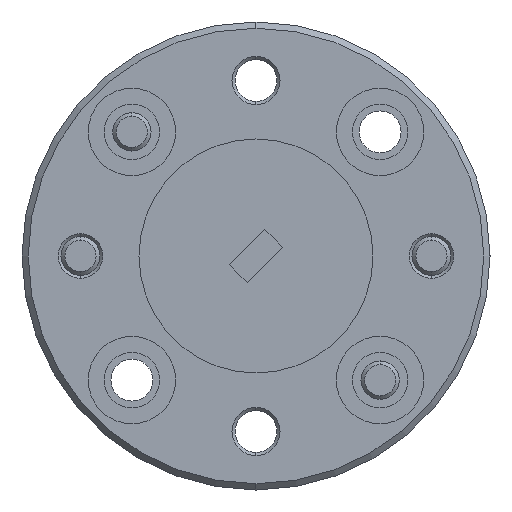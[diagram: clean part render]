
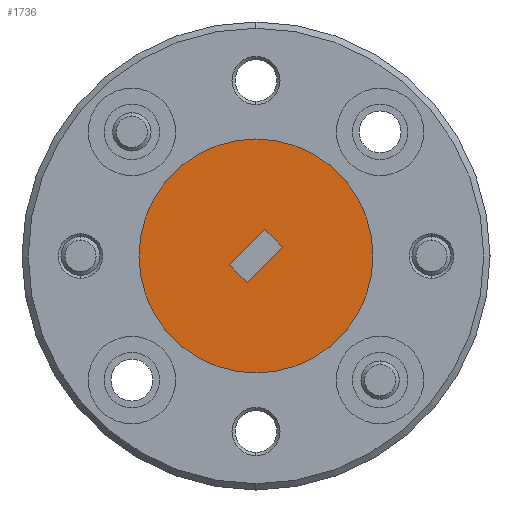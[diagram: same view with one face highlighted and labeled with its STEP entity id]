
A CAD part, left-side view. The second image highlights one B-rep face of the part: STEP entity #1736.
In plain terms, the highlighted planar face has unit normal (-1, 0, 0).
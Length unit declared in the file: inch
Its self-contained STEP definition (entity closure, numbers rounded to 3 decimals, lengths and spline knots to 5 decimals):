
#39 = CIRCLE ( 'NONE', #2762, 0.1875 ) ;
#380 = EDGE_LOOP ( 'NONE', ( #1847, #4909 ) ) ;
#423 = CARTESIAN_POINT ( 'NONE',  ( -1.41109, 0.77862, -0.18013 ) ) ;
#452 = VECTOR ( 'NONE', #4034, 39.37008 ) ;
#485 = DIRECTION ( 'NONE',  ( 0., 0., 1. ) ) ;
#486 = EDGE_CURVE ( 'NONE', #1577, #1158, #4731, .T. ) ;
#619 = LINE ( 'NONE', #1402, #452 ) ;
#635 = CARTESIAN_POINT ( 'NONE',  ( -1.41109, 0.76448, -0.1377 ) ) ;
#661 = LINE ( 'NONE', #4019, #2958 ) ;
#896 = CARTESIAN_POINT ( 'NONE',  ( -1.41109, 0.76448, -0.1377 ) ) ;
#1121 = EDGE_CURVE ( 'NONE', #1158, #6384, #661, .T. ) ;
#1155 = VERTEX_POINT ( 'NONE', #4518 ) ;
#1158 = VERTEX_POINT ( 'NONE', #896 ) ;
#1388 = EDGE_CURVE ( 'NONE', #2000, #1577, #4829, .T. ) ;
#1402 = CARTESIAN_POINT ( 'NONE',  ( -1.41109, 0.82104, -0.19427 ) ) ;
#1577 = VERTEX_POINT ( 'NONE', #2944 ) ;
#1736 = ADVANCED_FACE ( 'NONE', ( #3376, #6498 ), #3555, .F. ) ;
#1770 = CARTESIAN_POINT ( 'NONE',  ( -1.41109, 0.77862, -0.36763 ) ) ;
#1771 = ORIENTED_EDGE ( 'NONE', *, *, #1388, .F. ) ;
#1847 = ORIENTED_EDGE ( 'NONE', *, *, #3872, .T. ) ;
#1974 = VECTOR ( 'NONE', #2242, 39.37008 ) ;
#2000 = VERTEX_POINT ( 'NONE', #2109 ) ;
#2025 = ORIENTED_EDGE ( 'NONE', *, *, #486, .F. ) ;
#2109 = CARTESIAN_POINT ( 'NONE',  ( -1.41109, 0.79276, -0.22256 ) ) ;
#2125 = DIRECTION ( 'NONE',  ( -1., 0., 0. ) ) ;
#2242 = DIRECTION ( 'NONE',  ( 0., -0.707, 0.707 ) ) ;
#2517 = DIRECTION ( 'NONE',  ( -1., 0., 0. ) ) ;
#2762 = AXIS2_PLACEMENT_3D ( 'NONE', #5345, #2125, #3223 ) ;
#2944 = CARTESIAN_POINT ( 'NONE',  ( -1.41109, 0.73619, -0.16599 ) ) ;
#2947 = AXIS2_PLACEMENT_3D ( 'NONE', #423, #2517, #485 ) ;
#2951 = DIRECTION ( 'NONE',  ( 0., 0.707, -0.707 ) ) ;
#2958 = VECTOR ( 'NONE', #2951, 39.37008 ) ;
#3223 = DIRECTION ( 'NONE',  ( 0., 0., 1. ) ) ;
#3351 = CARTESIAN_POINT ( 'NONE',  ( -1.41109, 0.73619, -0.16599 ) ) ;
#3376 = FACE_BOUND ( 'NONE', #3730, .T. ) ;
#3436 = EDGE_CURVE ( 'NONE', #5892, #1155, #4530, .T. ) ;
#3555 = PLANE ( 'NONE',  #5710 ) ;
#3707 = VECTOR ( 'NONE', #5381, 39.37008 ) ;
#3730 = EDGE_LOOP ( 'NONE', ( #2025, #1771, #6324, #5125 ) ) ;
#3872 = EDGE_CURVE ( 'NONE', #1155, #5892, #39, .T. ) ;
#4019 = CARTESIAN_POINT ( 'NONE',  ( -1.41109, 0.76448, -0.1377 ) ) ;
#4034 = DIRECTION ( 'NONE',  ( 0., -0.707, -0.707 ) ) ;
#4518 = CARTESIAN_POINT ( 'NONE',  ( -1.41109, 0.77862, 0.00737 ) ) ;
#4530 = CIRCLE ( 'NONE', #2947, 0.1875 ) ;
#4554 = DIRECTION ( 'NONE',  ( 0., 0., 1. ) ) ;
#4731 = LINE ( 'NONE', #635, #3707 ) ;
#4829 = LINE ( 'NONE', #3351, #1974 ) ;
#4909 = ORIENTED_EDGE ( 'NONE', *, *, #3436, .T. ) ;
#4983 = EDGE_CURVE ( 'NONE', #6384, #2000, #619, .T. ) ;
#5125 = ORIENTED_EDGE ( 'NONE', *, *, #1121, .F. ) ;
#5345 = CARTESIAN_POINT ( 'NONE',  ( -1.41109, 0.77862, -0.18013 ) ) ;
#5381 = DIRECTION ( 'NONE',  ( 0., 0.707, 0.707 ) ) ;
#5632 = CARTESIAN_POINT ( 'NONE',  ( -1.41109, 0.96612, -0.18013 ) ) ;
#5710 = AXIS2_PLACEMENT_3D ( 'NONE', #5632, #6260, #4554 ) ;
#5892 = VERTEX_POINT ( 'NONE', #1770 ) ;
#6260 = DIRECTION ( 'NONE',  ( 1., 0., 0. ) ) ;
#6324 = ORIENTED_EDGE ( 'NONE', *, *, #4983, .F. ) ;
#6384 = VERTEX_POINT ( 'NONE', #6564 ) ;
#6498 = FACE_OUTER_BOUND ( 'NONE', #380, .T. ) ;
#6564 = CARTESIAN_POINT ( 'NONE',  ( -1.41109, 0.82104, -0.19427 ) ) ;
